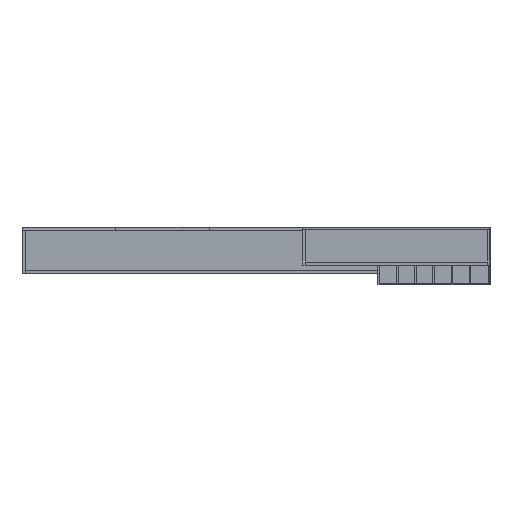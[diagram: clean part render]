
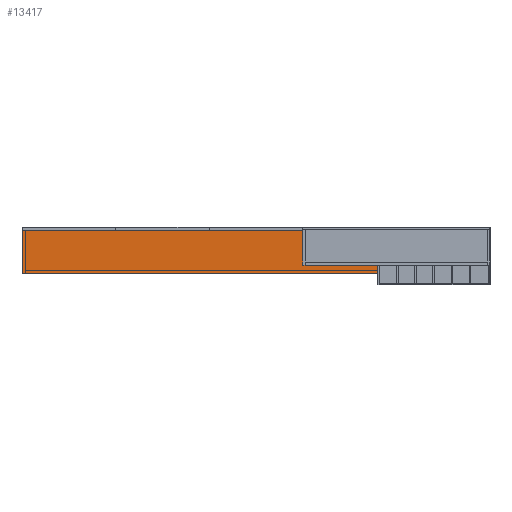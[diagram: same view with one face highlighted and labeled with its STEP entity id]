
A CAD part, left-side view. The second image highlights one B-rep face of the part: STEP entity #13417.
In plain terms, the highlighted planar face has unit normal (-1, 0, 0).
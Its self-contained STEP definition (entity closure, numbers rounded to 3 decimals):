
#13417 = ADVANCED_FACE('',(#13418),#13432,.F.);
#13418 = FACE_BOUND('',#13419,.F.);
#13419 = EDGE_LOOP('',(#13420,#13455,#13483,#13511));
#13420 = ORIENTED_EDGE('',*,*,#13421,.F.);
#13421 = EDGE_CURVE('',#13422,#13424,#13426,.T.);
#13422 = VERTEX_POINT('',#13423);
#13423 = CARTESIAN_POINT('',(-250.,0.,-232.5));
#13424 = VERTEX_POINT('',#13425);
#13425 = CARTESIAN_POINT('',(-250.,0.,232.5));
#13426 = SURFACE_CURVE('',#13427,(#13431,#13443),.PCURVE_S1.);
#13427 = LINE('',#13428,#13429);
#13428 = CARTESIAN_POINT('',(-250.,0.,-232.5));
#13429 = VECTOR('',#13430,1.);
#13430 = DIRECTION('',(0.,0.,1.));
#13431 = PCURVE('',#13432,#13437);
#13432 = PLANE('',#13433);
#13433 = AXIS2_PLACEMENT_3D('',#13434,#13435,#13436);
#13434 = CARTESIAN_POINT('',(-250.,0.,-232.5));
#13435 = DIRECTION('',(1.,0.,0.));
#13436 = DIRECTION('',(0.,0.,1.));
#13437 = DEFINITIONAL_REPRESENTATION('',(#13438),#13442);
#13438 = LINE('',#13439,#13440);
#13439 = CARTESIAN_POINT('',(0.,0.));
#13440 = VECTOR('',#13441,1.);
#13441 = DIRECTION('',(1.,0.));
#13442 = ( GEOMETRIC_REPRESENTATION_CONTEXT(2) 
PARAMETRIC_REPRESENTATION_CONTEXT() REPRESENTATION_CONTEXT('2D SPACE',''
  ) );
#13443 = PCURVE('',#13444,#13449);
#13444 = PLANE('',#13445);
#13445 = AXIS2_PLACEMENT_3D('',#13446,#13447,#13448);
#13446 = CARTESIAN_POINT('',(-250.,0.,-232.5));
#13447 = DIRECTION('',(0.,1.,0.));
#13448 = DIRECTION('',(0.,0.,1.));
#13449 = DEFINITIONAL_REPRESENTATION('',(#13450),#13454);
#13450 = LINE('',#13451,#13452);
#13451 = CARTESIAN_POINT('',(0.,0.));
#13452 = VECTOR('',#13453,1.);
#13453 = DIRECTION('',(1.,0.));
#13454 = ( GEOMETRIC_REPRESENTATION_CONTEXT(2) 
PARAMETRIC_REPRESENTATION_CONTEXT() REPRESENTATION_CONTEXT('2D SPACE',''
  ) );
#13455 = ORIENTED_EDGE('',*,*,#13456,.T.);
#13456 = EDGE_CURVE('',#13422,#13457,#13459,.T.);
#13457 = VERTEX_POINT('',#13458);
#13458 = CARTESIAN_POINT('',(-250.,5000.,-232.5));
#13459 = SURFACE_CURVE('',#13460,(#13464,#13471),.PCURVE_S1.);
#13460 = LINE('',#13461,#13462);
#13461 = CARTESIAN_POINT('',(-250.,0.,-232.5));
#13462 = VECTOR('',#13463,1.);
#13463 = DIRECTION('',(0.,1.,0.));
#13464 = PCURVE('',#13432,#13465);
#13465 = DEFINITIONAL_REPRESENTATION('',(#13466),#13470);
#13466 = LINE('',#13467,#13468);
#13467 = CARTESIAN_POINT('',(0.,0.));
#13468 = VECTOR('',#13469,1.);
#13469 = DIRECTION('',(0.,-1.));
#13470 = ( GEOMETRIC_REPRESENTATION_CONTEXT(2) 
PARAMETRIC_REPRESENTATION_CONTEXT() REPRESENTATION_CONTEXT('2D SPACE',''
  ) );
#13471 = PCURVE('',#13472,#13477);
#13472 = PLANE('',#13473);
#13473 = AXIS2_PLACEMENT_3D('',#13474,#13475,#13476);
#13474 = CARTESIAN_POINT('',(-250.,0.,-232.5));
#13475 = DIRECTION('',(0.,0.,1.));
#13476 = DIRECTION('',(1.,0.,0.));
#13477 = DEFINITIONAL_REPRESENTATION('',(#13478),#13482);
#13478 = LINE('',#13479,#13480);
#13479 = CARTESIAN_POINT('',(0.,0.));
#13480 = VECTOR('',#13481,1.);
#13481 = DIRECTION('',(0.,1.));
#13482 = ( GEOMETRIC_REPRESENTATION_CONTEXT(2) 
PARAMETRIC_REPRESENTATION_CONTEXT() REPRESENTATION_CONTEXT('2D SPACE',''
  ) );
#13483 = ORIENTED_EDGE('',*,*,#13484,.T.);
#13484 = EDGE_CURVE('',#13457,#13485,#13487,.T.);
#13485 = VERTEX_POINT('',#13486);
#13486 = CARTESIAN_POINT('',(-250.,5000.,232.5));
#13487 = SURFACE_CURVE('',#13488,(#13492,#13499),.PCURVE_S1.);
#13488 = LINE('',#13489,#13490);
#13489 = CARTESIAN_POINT('',(-250.,5000.,-232.5));
#13490 = VECTOR('',#13491,1.);
#13491 = DIRECTION('',(0.,0.,1.));
#13492 = PCURVE('',#13432,#13493);
#13493 = DEFINITIONAL_REPRESENTATION('',(#13494),#13498);
#13494 = LINE('',#13495,#13496);
#13495 = CARTESIAN_POINT('',(0.,-5000.));
#13496 = VECTOR('',#13497,1.);
#13497 = DIRECTION('',(1.,0.));
#13498 = ( GEOMETRIC_REPRESENTATION_CONTEXT(2) 
PARAMETRIC_REPRESENTATION_CONTEXT() REPRESENTATION_CONTEXT('2D SPACE',''
  ) );
#13499 = PCURVE('',#13500,#13505);
#13500 = PLANE('',#13501);
#13501 = AXIS2_PLACEMENT_3D('',#13502,#13503,#13504);
#13502 = CARTESIAN_POINT('',(-250.,5000.,-232.5));
#13503 = DIRECTION('',(0.,1.,0.));
#13504 = DIRECTION('',(0.,0.,1.));
#13505 = DEFINITIONAL_REPRESENTATION('',(#13506),#13510);
#13506 = LINE('',#13507,#13508);
#13507 = CARTESIAN_POINT('',(0.,0.));
#13508 = VECTOR('',#13509,1.);
#13509 = DIRECTION('',(1.,0.));
#13510 = ( GEOMETRIC_REPRESENTATION_CONTEXT(2) 
PARAMETRIC_REPRESENTATION_CONTEXT() REPRESENTATION_CONTEXT('2D SPACE',''
  ) );
#13511 = ORIENTED_EDGE('',*,*,#13512,.F.);
#13512 = EDGE_CURVE('',#13424,#13485,#13513,.T.);
#13513 = SURFACE_CURVE('',#13514,(#13518,#13525),.PCURVE_S1.);
#13514 = LINE('',#13515,#13516);
#13515 = CARTESIAN_POINT('',(-250.,0.,232.5));
#13516 = VECTOR('',#13517,1.);
#13517 = DIRECTION('',(0.,1.,0.));
#13518 = PCURVE('',#13432,#13519);
#13519 = DEFINITIONAL_REPRESENTATION('',(#13520),#13524);
#13520 = LINE('',#13521,#13522);
#13521 = CARTESIAN_POINT('',(465.,0.));
#13522 = VECTOR('',#13523,1.);
#13523 = DIRECTION('',(0.,-1.));
#13524 = ( GEOMETRIC_REPRESENTATION_CONTEXT(2) 
PARAMETRIC_REPRESENTATION_CONTEXT() REPRESENTATION_CONTEXT('2D SPACE',''
  ) );
#13525 = PCURVE('',#13526,#13531);
#13526 = PLANE('',#13527);
#13527 = AXIS2_PLACEMENT_3D('',#13528,#13529,#13530);
#13528 = CARTESIAN_POINT('',(-250.,0.,232.5));
#13529 = DIRECTION('',(0.,0.,1.));
#13530 = DIRECTION('',(1.,0.,0.));
#13531 = DEFINITIONAL_REPRESENTATION('',(#13532),#13536);
#13532 = LINE('',#13533,#13534);
#13533 = CARTESIAN_POINT('',(0.,0.));
#13534 = VECTOR('',#13535,1.);
#13535 = DIRECTION('',(0.,1.));
#13536 = ( GEOMETRIC_REPRESENTATION_CONTEXT(2) 
PARAMETRIC_REPRESENTATION_CONTEXT() REPRESENTATION_CONTEXT('2D SPACE',''
  ) );
